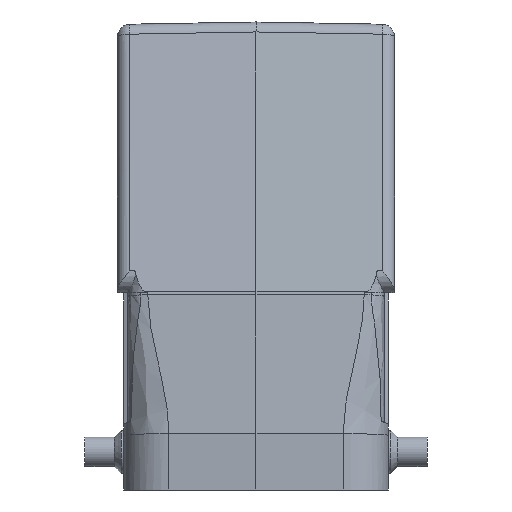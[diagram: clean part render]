
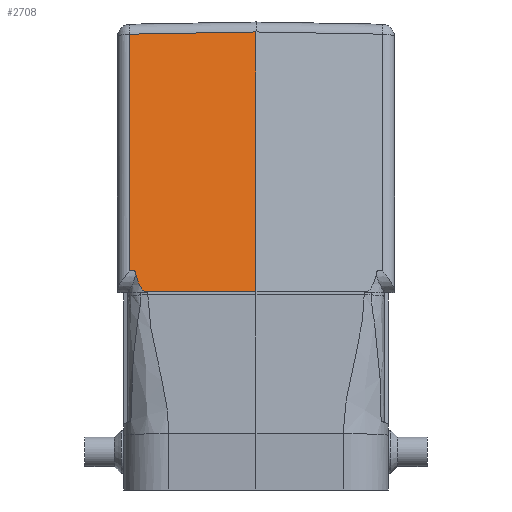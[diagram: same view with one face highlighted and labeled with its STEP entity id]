
A CAD part, left-side view. The second image highlights one B-rep face of the part: STEP entity #2708.
In plain terms, the highlighted planar face has unit normal (-0.982, 0.018, 0.191).
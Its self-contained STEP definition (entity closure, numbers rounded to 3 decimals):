
#1671=B_SPLINE_CURVE_WITH_KNOTS('',3,(#8640,#8641,#8642,#8643,#8644,#8645,
#8646,#8647),.UNSPECIFIED.,.F.,.F.,(4,2,2,4),(0.,0.5,0.75,
1.),.UNSPECIFIED.);
#2019=LINE('',#8536,#2418);
#2037=LINE('',#8637,#2436);
#2038=LINE('',#8648,#2437);
#2039=LINE('',#8650,#2438);
#2040=LINE('',#8652,#2439);
#2418=VECTOR('',#6956,1.);
#2436=VECTOR('',#7000,1.);
#2437=VECTOR('',#7001,1.);
#2438=VECTOR('',#7002,1.);
#2439=VECTOR('',#7003,1.);
#2708=ADVANCED_FACE('',(#3124),#2961,.T.);
#2961=PLANE('',#6395);
#3124=FACE_OUTER_BOUND('',#3376,.T.);
#3376=EDGE_LOOP('',(#3907,#3908,#3909,#3910,#3911,#3912));
#3907=ORIENTED_EDGE('',*,*,#5570,.T.);
#3908=ORIENTED_EDGE('',*,*,#5571,.T.);
#3909=ORIENTED_EDGE('',*,*,#5542,.T.);
#3910=ORIENTED_EDGE('',*,*,#5572,.F.);
#3911=ORIENTED_EDGE('',*,*,#5573,.T.);
#3912=ORIENTED_EDGE('',*,*,#5574,.T.);
#5107=VERTEX_POINT('',#8537);
#5108=VERTEX_POINT('',#8538);
#5122=VERTEX_POINT('',#8638);
#5123=VERTEX_POINT('',#8639);
#5124=VERTEX_POINT('',#8649);
#5125=VERTEX_POINT('',#8651);
#5542=EDGE_CURVE('',#5107,#5108,#2019,.T.);
#5570=EDGE_CURVE('',#5122,#5123,#2037,.T.);
#5571=EDGE_CURVE('',#5123,#5107,#1671,.T.);
#5572=EDGE_CURVE('',#5124,#5108,#2038,.T.);
#5573=EDGE_CURVE('',#5124,#5125,#2039,.T.);
#5574=EDGE_CURVE('',#5125,#5122,#2040,.T.);
#6395=AXIS2_PLACEMENT_3D('',#8653,#7004,#7005);
#6956=DIRECTION('',(-0.017,-1.,0.003));
#7000=DIRECTION('',(-0.017,-1.,0.003));
#7001=DIRECTION('',(-0.191,0.,-0.982));
#7002=DIRECTION('',(0.014,1.,-0.017));
#7003=DIRECTION('',(-0.191,0.,-0.982));
#7004=DIRECTION('',(-0.981,0.017,0.191));
#7005=DIRECTION('',(0.191,0.,0.982));
#8536=CARTESIAN_POINT('',(-58.195,0.,23.134));
#8537=CARTESIAN_POINT('',(-57.884,18.118,23.074));
#8538=CARTESIAN_POINT('',(-58.195,0.,23.134));
#8637=CARTESIAN_POINT('',(-57.155,22.552,26.422));
#8638=CARTESIAN_POINT('',(-57.189,20.535,26.429));
#8639=CARTESIAN_POINT('',(-57.204,19.69,26.432));
#8640=CARTESIAN_POINT('',(-57.204,19.69,26.432));
#8641=CARTESIAN_POINT('',(-57.325,19.543,25.822));
#8642=CARTESIAN_POINT('',(-57.445,19.372,25.217));
#8643=CARTESIAN_POINT('',(-57.622,19.027,24.34));
#8644=CARTESIAN_POINT('',(-57.68,18.899,24.054));
#8645=CARTESIAN_POINT('',(-57.791,18.574,23.512));
#8646=CARTESIAN_POINT('',(-57.844,18.382,23.256));
#8647=CARTESIAN_POINT('',(-57.884,18.118,23.074));
#8648=CARTESIAN_POINT('',(-58.195,0.,23.134));
#8649=CARTESIAN_POINT('',(-50.012,0.,65.232));
#8650=CARTESIAN_POINT('',(-50.003,0.617,65.221));
#8651=CARTESIAN_POINT('',(-49.716,20.535,64.873));
#8652=CARTESIAN_POINT('',(-57.843,20.535,23.065));
#8653=CARTESIAN_POINT('',(-58.195,0.,23.134));
